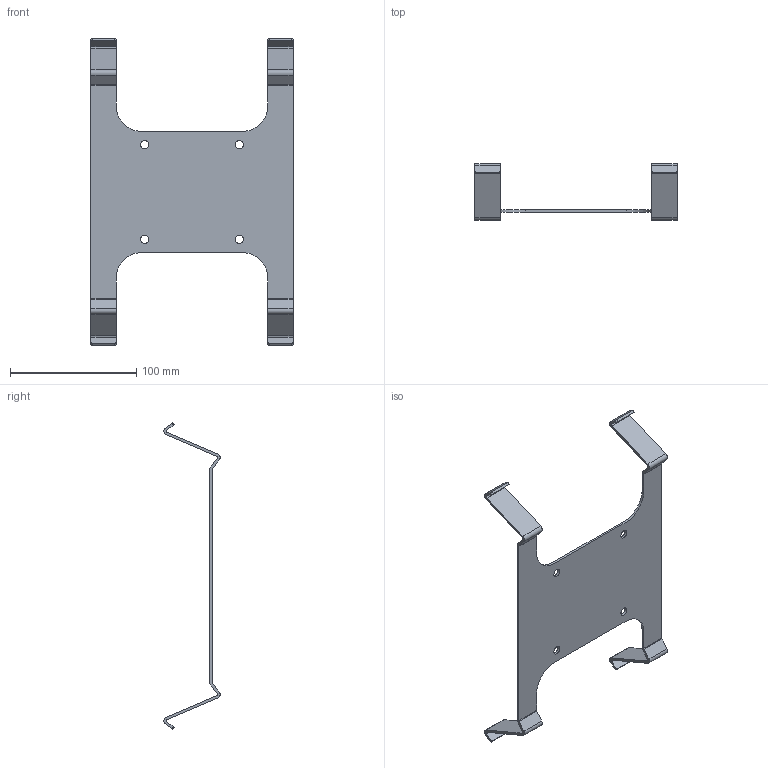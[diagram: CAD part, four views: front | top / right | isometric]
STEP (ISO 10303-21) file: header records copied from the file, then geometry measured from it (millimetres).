
FILE_DESCRIPTION(/* description */ ('Unknown'),/* implementation_level */ '2;1');
FILE_NAME(/* name */ 'C000 154-65rA',/* time_stamp */ '2021-08-23T07:23:22+02:00',/* author */ ('Unknown'),/* organization */ ('Unknown'),/* preprocessor_version */ 'ST-DEVELOPER v16.7',/* originating_system */ 'Solid Edge',/* authorisation */ 'Unknown');
FILE_SCHEMA (('AUTOMOTIVE_DESIGN {1 0 10303 214 3 1 1}'));
Length unit declared in the file: millimetre
Products named in the file (1): C000 154-65rA
Bounding box: 160 x 44.58 x 242.48 mm (x, y, z)
Volume: 47963.8 mm3; surface area: 50758.2 mm2
Topology: 1 solids, 1 shells, 78 faces, 232 edges, 156 vertices
Faces by surface type: cylinder 40, plane 38
Full cylindrical faces by diameter (mm): 6.5 x4
Entity records: 2638 total; most frequent: DIRECTION 462, CARTESIAN_POINT 455, ORIENTED_EDGE 448, EDGE_CURVE 224, AXIS2_PLACEMENT_3D 159, VERTEX_POINT 152, LINE 144, VECTOR 144
